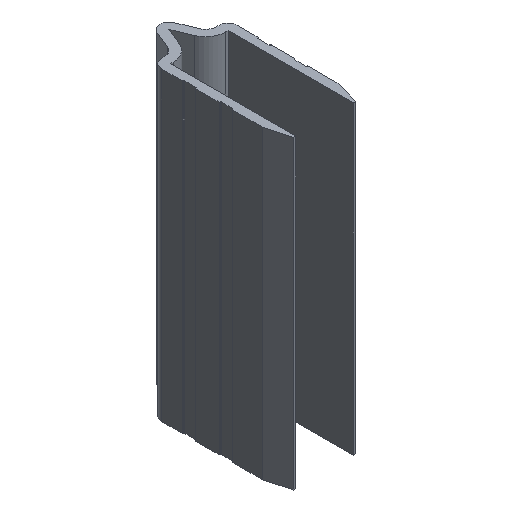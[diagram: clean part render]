
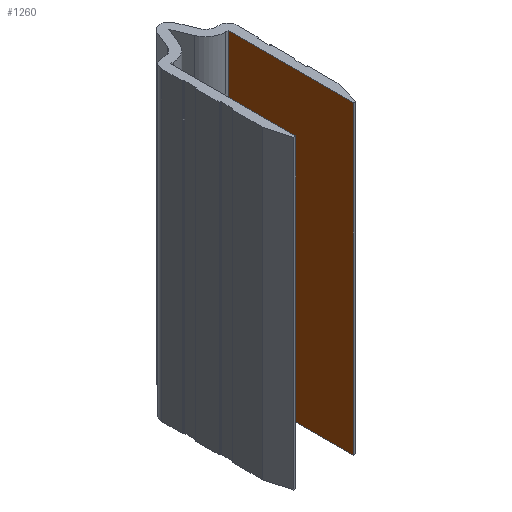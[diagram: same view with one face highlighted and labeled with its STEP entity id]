
A CAD part, isometric view. The second image highlights one B-rep face of the part: STEP entity #1260.
In plain terms, the highlighted planar face has unit normal (-1, 0, 0).
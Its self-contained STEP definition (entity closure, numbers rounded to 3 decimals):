
#19 = CARTESIAN_POINT ( 'NONE',  ( 4.7, 20.5, 25. ) ) ;
#181 = ORIENTED_EDGE ( 'NONE', *, *, #1687, .T. ) ;
#235 = DIRECTION ( 'NONE',  ( 0., 0., -1. ) ) ;
#252 = LINE ( 'NONE', #1366, #1039 ) ;
#287 = CARTESIAN_POINT ( 'NONE',  ( 4.7, 20.5, 25. ) ) ;
#293 = VECTOR ( 'NONE', #235, 1000. ) ;
#313 = DIRECTION ( 'NONE',  ( 1., 0., 0. ) ) ;
#420 = CARTESIAN_POINT ( 'NONE',  ( 4.7, 0., 25. ) ) ;
#455 = FACE_OUTER_BOUND ( 'NONE', #876, .T. ) ;
#508 = CARTESIAN_POINT ( 'NONE',  ( 4.7, 0., 25. ) ) ;
#509 = CARTESIAN_POINT ( 'NONE',  ( 4.7, 20.5, -25. ) ) ;
#532 = DIRECTION ( 'NONE',  ( 0., -1., 0. ) ) ;
#585 = ORIENTED_EDGE ( 'NONE', *, *, #792, .F. ) ;
#723 = VERTEX_POINT ( 'NONE', #508 ) ;
#759 = LINE ( 'NONE', #420, #1544 ) ;
#792 = EDGE_CURVE ( 'NONE', #1618, #723, #252, .T. ) ;
#863 = EDGE_CURVE ( 'NONE', #723, #965, #759, .T. ) ;
#876 = EDGE_LOOP ( 'NONE', ( #181, #1096, #585, #1575 ) ) ;
#879 = PLANE ( 'NONE',  #1485 ) ;
#882 = DIRECTION ( 'NONE',  ( 0., -1., 0. ) ) ;
#923 = CARTESIAN_POINT ( 'NONE',  ( 4.7, 0., -25. ) ) ;
#965 = VERTEX_POINT ( 'NONE', #923 ) ;
#978 = DIRECTION ( 'NONE',  ( 0., 0., -1. ) ) ;
#1024 = VERTEX_POINT ( 'NONE', #509 ) ;
#1039 = VECTOR ( 'NONE', #532, 1000. ) ;
#1096 = ORIENTED_EDGE ( 'NONE', *, *, #863, .F. ) ;
#1160 = CARTESIAN_POINT ( 'NONE',  ( 4.7, 20.5, -25. ) ) ;
#1224 = LINE ( 'NONE', #1615, #293 ) ;
#1260 = ADVANCED_FACE ( 'NONE', ( #455 ), #879, .F. ) ;
#1343 = EDGE_CURVE ( 'NONE', #1618, #1024, #1224, .T. ) ;
#1366 = CARTESIAN_POINT ( 'NONE',  ( 4.7, 20.5, 25. ) ) ;
#1466 = VECTOR ( 'NONE', #882, 1000. ) ;
#1469 = DIRECTION ( 'NONE',  ( 0., 1., 0. ) ) ;
#1485 = AXIS2_PLACEMENT_3D ( 'NONE', #19, #313, #1469 ) ;
#1544 = VECTOR ( 'NONE', #978, 1000. ) ;
#1575 = ORIENTED_EDGE ( 'NONE', *, *, #1343, .T. ) ;
#1615 = CARTESIAN_POINT ( 'NONE',  ( 4.7, 20.5, 25. ) ) ;
#1618 = VERTEX_POINT ( 'NONE', #287 ) ;
#1687 = EDGE_CURVE ( 'NONE', #1024, #965, #1759, .T. ) ;
#1759 = LINE ( 'NONE', #1160, #1466 ) ;
